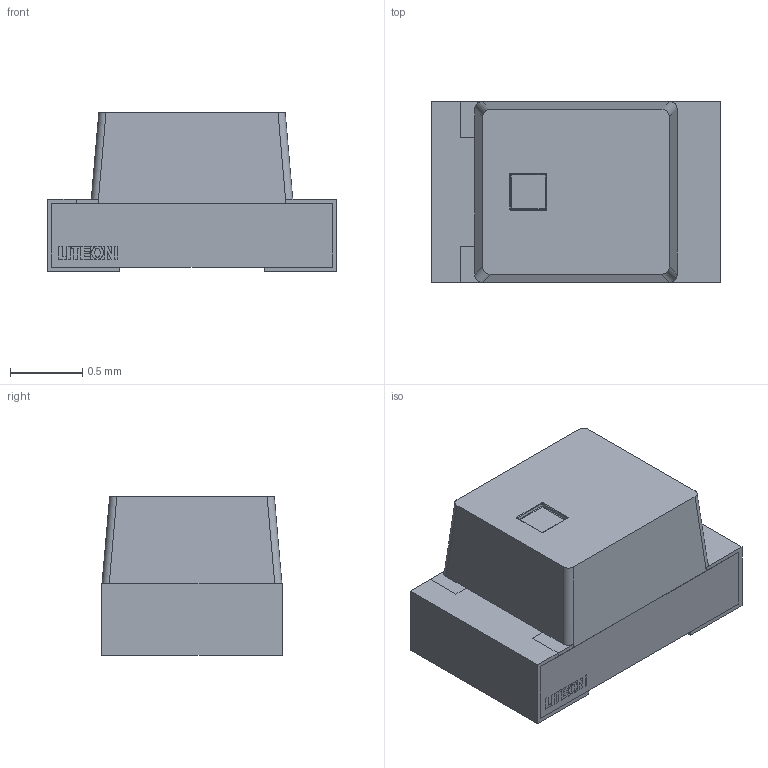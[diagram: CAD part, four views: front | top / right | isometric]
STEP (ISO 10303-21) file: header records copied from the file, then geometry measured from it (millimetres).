
FILE_DESCRIPTION (( 'STEP AP214' ), '1' );
FILE_NAME ('LTST-C170KFKT.STEP', '2023-03-27T23:17:06', ( '' ), ( '' ), 'SwSTEP 2.0', 'SolidWorks 2013', '' );
FILE_SCHEMA (( 'AUTOMOTIVE_DESIGN' ));
Length unit declared in the file: inch
Products named in the file (6): LiteON logo; Polarity Mark; Crystal; Core; Sides; LTST-C170KFKT
Assembly tree (5 placements, depth 2):
  LTST-C170KFKT
    Sides
    Core
    Crystal
    Polarity Mark
    LiteON logo
Bounding box: 2 x 1.25 x 1.1 mm (x, y, z)
Volume: 2.2 mm3; surface area: 20.6 mm2
Topology: 16 solids, 16 shells, 105 faces, 258 edges, 178 vertices
Faces by surface type: plane 73, bspline 16, cylinder 16
Entity records: 5012 total; most frequent: CARTESIAN_POINT 989, ORIENTED_EDGE 500, DIRECTION 390, EDGE_CURVE 250, VERTEX_POINT 178, VECTOR 140, LINE 140, LENGTH_MEASURE_WITH_UNIT 132
